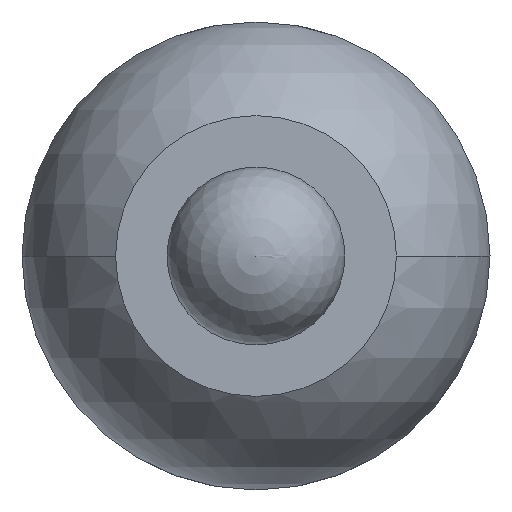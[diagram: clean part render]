
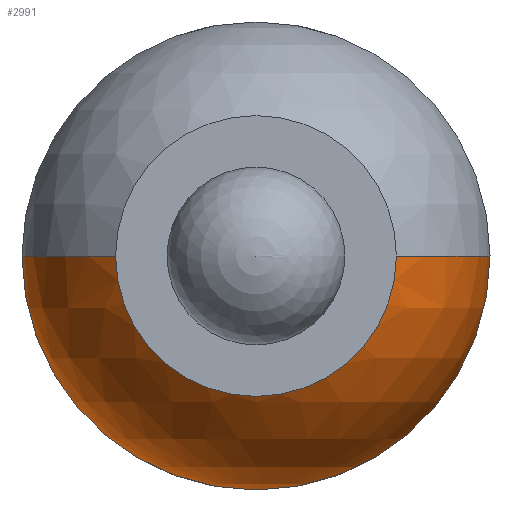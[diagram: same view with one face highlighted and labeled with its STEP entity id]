
A CAD part, front view. The second image highlights one B-rep face of the part: STEP entity #2991.
In plain terms, the highlighted spherical face has radius 0.5 mm.
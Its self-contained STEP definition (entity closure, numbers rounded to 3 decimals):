
#76 = DIRECTION ( 'NONE',  ( 0., 1., 0. ) ) ;
#109 = EDGE_CURVE ( 'NONE', #1087, #1192, #1574, .T. ) ;
#135 = DIRECTION ( 'NONE',  ( 0., 1., 0. ) ) ;
#146 = DIRECTION ( 'NONE',  ( -1., 0., 0. ) ) ;
#276 = CIRCLE ( 'NONE', #3126, 0.3 ) ;
#310 = AXIS2_PLACEMENT_3D ( 'NONE', #2340, #1591, #2051 ) ;
#315 = DIRECTION ( 'NONE',  ( 0., 0., -1. ) ) ;
#380 = ORIENTED_EDGE ( 'NONE', *, *, #798, .T. ) ;
#389 = CARTESIAN_POINT ( 'NONE',  ( 0., -19.97, -0.3 ) ) ;
#478 = AXIS2_PLACEMENT_3D ( 'NONE', #1688, #1131, #1138 ) ;
#516 = AXIS2_PLACEMENT_3D ( 'NONE', #654, #135, #146 ) ;
#654 = CARTESIAN_POINT ( 'NONE',  ( 0., -19.57, 0. ) ) ;
#798 = EDGE_CURVE ( 'Defeature ausgef�hrt1_7+Defeature ausgef�hrt1_8+Defeature ausgef�hrt1_8+Defeature ausgef�hrt1_8', #2523, #1421, #2049, .T. ) ;
#1087 = VERTEX_POINT ( 'NONE', #1287 ) ;
#1131 = DIRECTION ( 'NONE',  ( 0., 1., 0. ) ) ;
#1138 = DIRECTION ( 'NONE',  ( 0., 0., 1. ) ) ;
#1192 = VERTEX_POINT ( 'NONE', #2764 ) ;
#1287 = CARTESIAN_POINT ( 'NONE',  ( -0.3, -19.97, 0. ) ) ;
#1368 = DIRECTION ( 'NONE',  ( 1., 0., 0. ) ) ;
#1406 = CIRCLE ( 'NONE', #516, 0.5 ) ;
#1421 = VERTEX_POINT ( 'NONE', #389 ) ;
#1496 = VERTEX_POINT ( 'NONE', #3032 ) ;
#1574 = CIRCLE ( 'NONE', #1614, 0.5 ) ;
#1591 = DIRECTION ( 'NONE',  ( 0., 0., -1. ) ) ;
#1614 = AXIS2_PLACEMENT_3D ( 'NONE', #2475, #315, #2241 ) ;
#1688 = CARTESIAN_POINT ( 'NONE',  ( 0., -19.97, 0. ) ) ;
#1941 = EDGE_CURVE ( 'Defeature ausgef�hrt1_6+Defeature ausgef�hrt1_7+Defeature ausgef�hrt1_7+Defeature ausgef�hrt1_7', #1496, #1192, #1406, .T. ) ;
#1957 = AXIS2_PLACEMENT_3D ( 'NONE', #3079, #2808, #1368 ) ;
#1989 = ORIENTED_EDGE ( 'NONE', *, *, #3022, .F. ) ;
#2000 = DIRECTION ( 'NONE',  ( 0., 0., 1. ) ) ;
#2049 = CIRCLE ( 'NONE', #478, 0.3 ) ;
#2051 = DIRECTION ( 'NONE',  ( 1., 0., 0. ) ) ;
#2241 = DIRECTION ( 'NONE',  ( -1., 0., 0. ) ) ;
#2340 = CARTESIAN_POINT ( 'NONE',  ( 0., -19.57, 0. ) ) ;
#2374 = EDGE_LOOP ( 'NONE', ( #380, #2823, #2737, #2657, #1989 ) ) ;
#2475 = CARTESIAN_POINT ( 'NONE',  ( 0., -19.57, 0. ) ) ;
#2503 = CARTESIAN_POINT ( 'NONE',  ( 0.3, -19.97, 0. ) ) ;
#2523 = VERTEX_POINT ( 'NONE', #2503 ) ;
#2657 = ORIENTED_EDGE ( 'NONE', *, *, #1941, .F. ) ;
#2686 = FACE_OUTER_BOUND ( 'NONE', #2374, .T. ) ;
#2727 = CIRCLE ( 'NONE', #1957, 0.5 ) ;
#2737 = ORIENTED_EDGE ( 'NONE', *, *, #109, .T. ) ;
#2764 = CARTESIAN_POINT ( 'NONE',  ( -0.5, -19.57, 0. ) ) ;
#2773 = CARTESIAN_POINT ( 'NONE',  ( 0., -19.97, 0. ) ) ;
#2776 = SPHERICAL_SURFACE ( 'NONE', #310, 0.5 ) ;
#2808 = DIRECTION ( 'NONE',  ( 0., 0., 1. ) ) ;
#2823 = ORIENTED_EDGE ( 'NONE', *, *, #2853, .T. ) ;
#2853 = EDGE_CURVE ( 'Defeature ausgef�hrt1_7+Defeature ausgef�hrt1_8+Defeature ausgef�hrt1_8+Defeature ausgef�hrt1_8', #1421, #1087, #276, .T. ) ;
#2991 = ADVANCED_FACE ( 'Defeature ausgef�hrt1_7', ( #2686 ), #2776, .T. ) ;
#3022 = EDGE_CURVE ( 'NONE', #2523, #1496, #2727, .T. ) ;
#3032 = CARTESIAN_POINT ( 'NONE',  ( 0.5, -19.57, 0. ) ) ;
#3079 = CARTESIAN_POINT ( 'NONE',  ( 0., -19.57, 0. ) ) ;
#3126 = AXIS2_PLACEMENT_3D ( 'NONE', #2773, #76, #2000 ) ;
